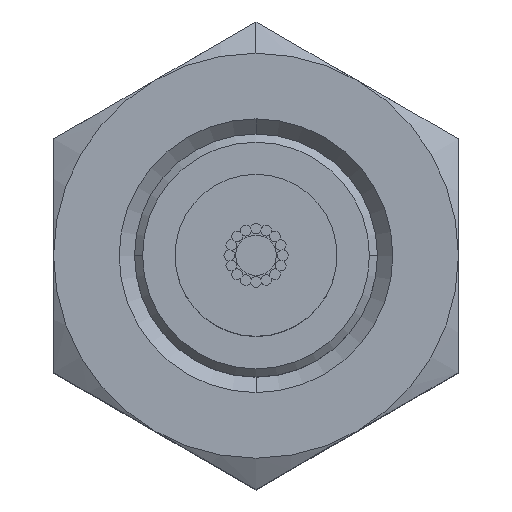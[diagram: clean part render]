
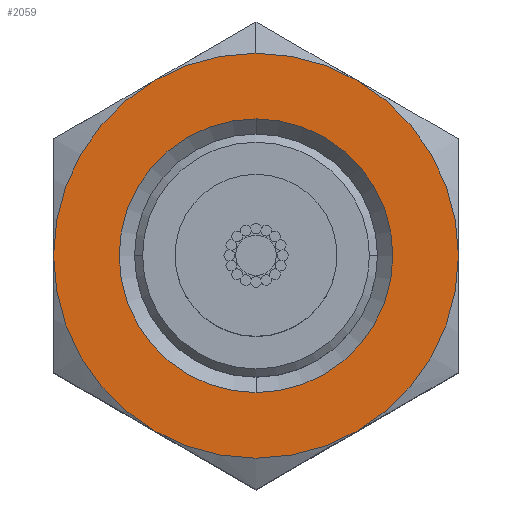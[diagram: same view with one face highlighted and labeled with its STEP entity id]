
A CAD part, top view. The second image highlights one B-rep face of the part: STEP entity #2059.
In plain terms, the highlighted planar face has unit normal (0, 0, 1).
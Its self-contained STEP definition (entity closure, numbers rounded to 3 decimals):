
#66=CARTESIAN_POINT('',(0.,0.,-5.5));
#67=DIRECTION('',(0.,0.,-1.));
#68=DIRECTION('',(0.5,0.866,0.));
#69=AXIS2_PLACEMENT_3D('',#66,#67,#68);
#71=CARTESIAN_POINT('',(0.,0.,-5.5));
#72=DIRECTION('',(0.,0.,-1.));
#73=DIRECTION('',(1.,0.,0.));
#74=AXIS2_PLACEMENT_3D('',#71,#72,#73);
#76=CARTESIAN_POINT('',(0.,0.,-5.5));
#77=DIRECTION('',(0.,0.,-1.));
#78=DIRECTION('',(0.5,-0.866,0.));
#79=AXIS2_PLACEMENT_3D('',#76,#77,#78);
#81=CARTESIAN_POINT('',(0.,0.,-5.5));
#82=DIRECTION('',(0.,0.,-1.));
#83=DIRECTION('',(0.,-1.,0.));
#84=AXIS2_PLACEMENT_3D('',#81,#82,#83);
#86=CARTESIAN_POINT('',(0.,0.,-5.5));
#87=DIRECTION('',(0.,0.,-1.));
#88=DIRECTION('',(-0.5,-0.866,0.));
#89=AXIS2_PLACEMENT_3D('',#86,#87,#88);
#91=CARTESIAN_POINT('',(0.,0.,-5.5));
#92=DIRECTION('',(0.,0.,-1.));
#93=DIRECTION('',(-1.,0.,0.));
#94=AXIS2_PLACEMENT_3D('',#91,#92,#93);
#96=CARTESIAN_POINT('',(0.,0.,-5.5));
#97=DIRECTION('',(0.,0.,-1.));
#98=DIRECTION('',(-0.5,0.866,0.));
#99=AXIS2_PLACEMENT_3D('',#96,#97,#98);
#101=CARTESIAN_POINT('',(0.,0.,-5.5));
#102=DIRECTION('',(0.,0.,-1.));
#103=DIRECTION('',(0.,1.,0.));
#104=AXIS2_PLACEMENT_3D('',#101,#102,#103);
#106=CARTESIAN_POINT('',(0.,0.,-5.5));
#107=DIRECTION('',(0.,0.,1.));
#108=DIRECTION('',(0.,1.,0.));
#109=AXIS2_PLACEMENT_3D('',#106,#107,#108);
#111=CARTESIAN_POINT('',(0.,0.,-5.5));
#112=DIRECTION('',(0.,0.,1.));
#113=DIRECTION('',(0.,-1.,0.));
#114=AXIS2_PLACEMENT_3D('',#111,#112,#113);
#1613=CARTESIAN_POINT('',(0.,3.38,-5.5));
#1614=CARTESIAN_POINT('',(0.,-3.38,-5.5));
#1615=VERTEX_POINT('',#1613);
#1616=VERTEX_POINT('',#1614);
#1617=CARTESIAN_POINT('',(2.5,4.33,-5.5));
#1618=CARTESIAN_POINT('',(5.,0.,-5.5));
#1619=VERTEX_POINT('',#1617);
#1620=VERTEX_POINT('',#1618);
#1621=CARTESIAN_POINT('',(2.5,-4.33,-5.5));
#1622=VERTEX_POINT('',#1621);
#1623=CARTESIAN_POINT('',(0.,-5.,-5.5));
#1624=VERTEX_POINT('',#1623);
#1625=CARTESIAN_POINT('',(-2.5,-4.33,-5.5));
#1626=VERTEX_POINT('',#1625);
#1627=CARTESIAN_POINT('',(-5.,0.,-5.5));
#1628=VERTEX_POINT('',#1627);
#1629=CARTESIAN_POINT('',(-2.5,4.33,-5.5));
#1630=VERTEX_POINT('',#1629);
#1631=CARTESIAN_POINT('',(0.,5.,-5.5));
#1632=VERTEX_POINT('',#1631);
#2032=CARTESIAN_POINT('',(0.,0.,-5.5));
#2033=DIRECTION('',(0.,0.,-1.));
#2034=DIRECTION('',(0.,1.,0.));
#2035=AXIS2_PLACEMENT_3D('',#2032,#2033,#2034);
#2036=PLANE('',#2035);
#2038=ORIENTED_EDGE('',*,*,#2037,.T.);
#2040=ORIENTED_EDGE('',*,*,#2039,.T.);
#2042=ORIENTED_EDGE('',*,*,#2041,.T.);
#2044=ORIENTED_EDGE('',*,*,#2043,.T.);
#2046=ORIENTED_EDGE('',*,*,#2045,.T.);
#2048=ORIENTED_EDGE('',*,*,#2047,.T.);
#2050=ORIENTED_EDGE('',*,*,#2049,.T.);
#2052=ORIENTED_EDGE('',*,*,#2051,.T.);
#2053=EDGE_LOOP('',(#2038,#2040,#2042,#2044,#2046,#2048,#2050,#2052));
#2054=FACE_OUTER_BOUND('',#2053,.F.);
#2055=ORIENTED_EDGE('',*,*,#1972,.T.);
#2056=ORIENTED_EDGE('',*,*,#2017,.T.);
#2057=EDGE_LOOP('',(#2055,#2056));
#2058=FACE_BOUND('',#2057,.F.);
#2059=ADVANCED_FACE('',(#2054,#2058),#2036,.F.);
#70=CIRCLE('',#69,5.);
#75=CIRCLE('',#74,5.);
#80=CIRCLE('',#79,5.);
#85=CIRCLE('',#84,5.);
#90=CIRCLE('',#89,5.);
#95=CIRCLE('',#94,5.);
#100=CIRCLE('',#99,5.);
#105=CIRCLE('',#104,5.);
#110=CIRCLE('',#109,3.38);
#115=CIRCLE('',#114,3.38);
#1972=EDGE_CURVE('',#1615,#1616,#110,.T.);
#2017=EDGE_CURVE('',#1616,#1615,#115,.T.);
#2037=EDGE_CURVE('',#1619,#1620,#70,.T.);
#2039=EDGE_CURVE('',#1620,#1622,#75,.T.);
#2041=EDGE_CURVE('',#1622,#1624,#80,.T.);
#2043=EDGE_CURVE('',#1624,#1626,#85,.T.);
#2045=EDGE_CURVE('',#1626,#1628,#90,.T.);
#2047=EDGE_CURVE('',#1628,#1630,#95,.T.);
#2049=EDGE_CURVE('',#1630,#1632,#100,.T.);
#2051=EDGE_CURVE('',#1632,#1619,#105,.T.);
